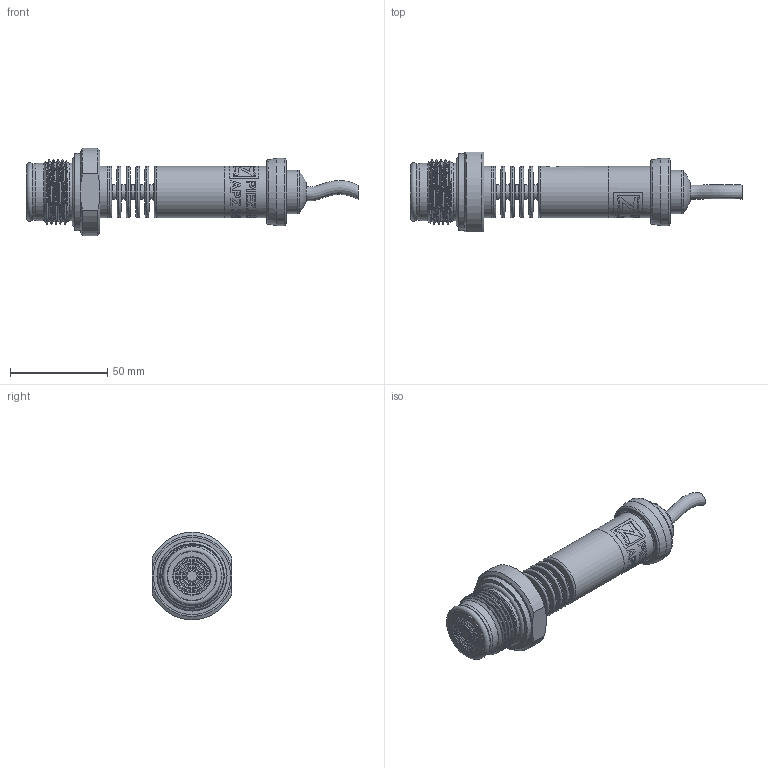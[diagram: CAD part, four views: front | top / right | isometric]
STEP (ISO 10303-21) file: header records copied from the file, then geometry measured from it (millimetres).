
FILE_DESCRIPTION(/* description */ (''),/* implementation_level */ '2;1');
FILE_NAME(/* name */ 'APZ3420s_G1-solidflush_radiator_5.step',/* time_stamp */ '2021-07-08T14:38:08+03:00',/* author */ (''),/* organization */ (''),/* preprocessor_version */ 'ST-DEVELOPER v18.1',/* originating_system */ 'Autodesk Translation Framework v10.9.0.1377',/* authorisation */ '');
FILE_SCHEMA (('AUTOMOTIVE_DESIGN { 1 0 10303 214 3 1 1 }'));
Length unit declared in the file: millimetre
Products named in the file (8): АПЗ 3420S заполненная; Stainless steel cable gland assembly; Stainless steel cable gland; Stainless steel cable gland nut; wire; shell radiator; shell 29 ; МР00-01.266.400.125 (Full G1DIN) v2
Assembly tree (7 placements, depth 3):
  АПЗ 3420S заполненная
    Stainless steel cable gland assembly
      Stainless steel cable gland
      Stainless steel cable gland nut
      wire
    shell radiator
    shell 29 
    МР00-01.266.400.125 (Full G1DIN) v2
Bounding box: 170.73 x 41 x 45 mm (x, y, z)
Volume: 89335.6 mm3; surface area: 31079.5 mm2
Topology: 8 solids, 8 shells, 480 faces, 1247 edges, 824 vertices
Faces by surface type: bspline 267, cylinder 81, plane 58, torus 47, cone 26, sphere 1
Full cylindrical faces by diameter (mm): 2 x2, 7.183 x1, 7.2 x1, 7.5 x5, 13 x1, 21.4 x1, 22.3 x2, 22.5 x2, 24.5 x5, 25.132 x4, 25.437 x1, 25.526 x2, 26.5 x8, 27.208 x3, 27.7 x1, 29.5 x1, 29.6 x1, 30.291 x4, 34.5 x1, 35.6 x1, 39.6 x1
Entity records: 25035 total; most frequent: CARTESIAN_POINT 14763, ORIENTED_EDGE 2494, DIRECTION 1349, EDGE_CURVE 1247, VERTEX_POINT 824, B_SPLINE_CURVE_WITH_KNOTS 599, EDGE_LOOP 529, AXIS2_PLACEMENT_3D 481
